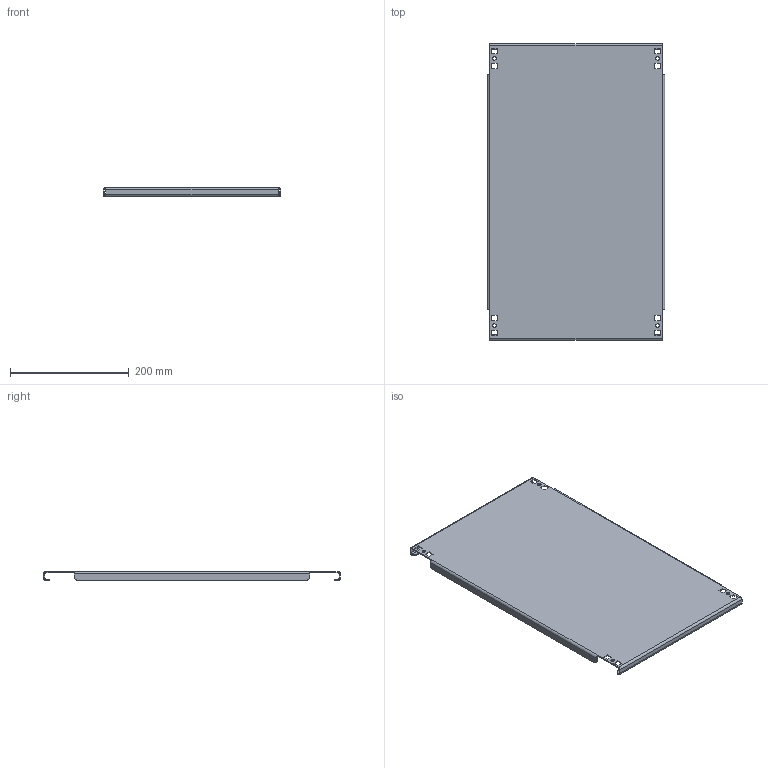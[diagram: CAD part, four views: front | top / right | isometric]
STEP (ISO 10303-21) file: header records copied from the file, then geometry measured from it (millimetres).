
FILE_DESCRIPTION (( 'STEP AP214' ), '1' );
FILE_NAME ('946.450.STEP', '2024-10-03T08:50:19', ( '' ), ( '' ), 'SwSTEP 2.0', 'SolidWorks 2021', '' );
FILE_SCHEMA (( 'AUTOMOTIVE_DESIGN' ));
Length unit declared in the file: millimetre
Products named in the file (1): 946.450
Bounding box: 299 x 500 x 15 mm (x, y, z)
Volume: 335541.1 mm3; surface area: 339695.8 mm2
Topology: 1 solids, 1 shells, 98 faces, 248 edges, 152 vertices
Faces by surface type: plane 70, cylinder 28
Entity records: 2970 total; most frequent: DIRECTION 502, CARTESIAN_POINT 499, ORIENTED_EDGE 496, EDGE_CURVE 248, LINE 192, VECTOR 192, AXIS2_PLACEMENT_3D 155, VERTEX_POINT 152
